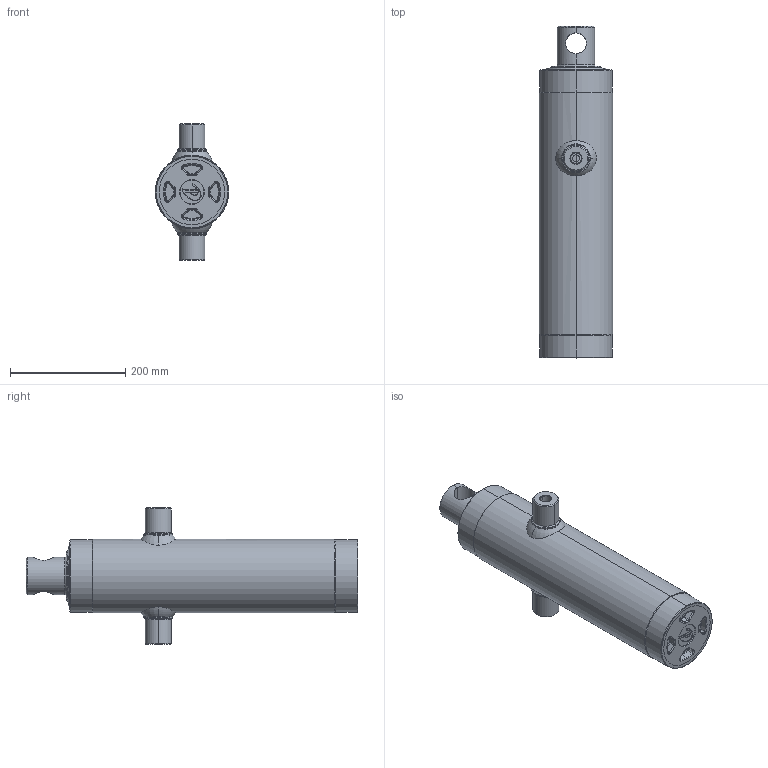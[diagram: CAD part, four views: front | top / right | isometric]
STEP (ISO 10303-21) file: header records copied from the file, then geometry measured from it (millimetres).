
FILE_DESCRIPTION (( 'STEP AP203' ), '1' );
FILE_NAME ('311.I.STEP', '2014-10-13T08:02:01', ( '' ), ( '' ), 'SwSTEP 2.0', 'SolidWorks 2013', '' );
FILE_SCHEMA (( 'CONFIG_CONTROL_DESIGN' ));
Length unit declared in the file: millimetre
Products named in the file (1): 311.I
Bounding box: 128 x 577 x 237 mm (x, y, z)
Surface area: 637101.3 mm2 (no closed solid volume)
Topology: 0 solids, 12 shells, 236 faces, 608 edges, 376 vertices
Faces by surface type: torus 74, cylinder 65, cone 62, plane 26, bspline 8, sphere 1
Entity records: 8975 total; most frequent: CARTESIAN_POINT 3131, DIRECTION 1367, ORIENTED_EDGE 1072, EDGE_CURVE 606, AXIS2_PLACEMENT_3D 589, VERTEX_POINT 375, CIRCLE 360, EDGE_LOOP 247
